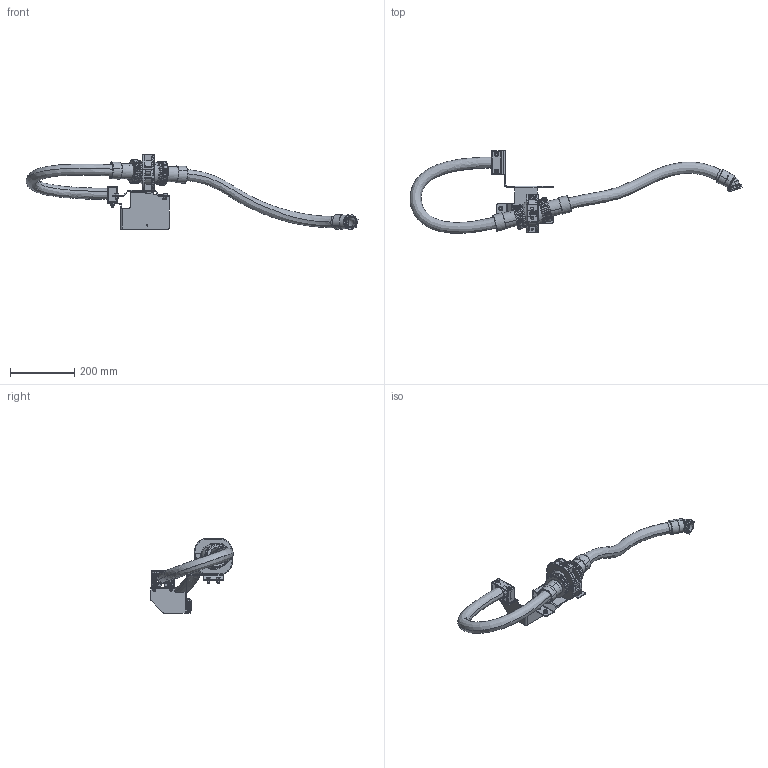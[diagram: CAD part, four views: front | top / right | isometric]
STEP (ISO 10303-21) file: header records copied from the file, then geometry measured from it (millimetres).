
FILE_DESCRIPTION (( 'STEP AP214' ), '1' );
FILE_NAME ('P2333-1.STEP', '2022-08-26T10:24:02', ( '' ), ( '' ), 'SwSTEP 2.0', 'SolidWorks 2021', '' );
FILE_SCHEMA (( 'AUTOMOTIVE_DESIGN' ));
Length unit declared in the file: millimetre
Products named in the file (1): P2333-1
Bounding box: 1029.96 x 257.14 x 232.23 mm (x, y, z)
Volume: 1221401.8 mm3; surface area: 641924.8 mm2
Topology: 39 solids, 39 shells, 2096 faces, 5202 edges, 3189 vertices
Faces by surface type: cylinder 646, plane 583, bspline 419, torus 237, cone 167, sphere 44
Entity records: 136727 total; most frequent: CARTESIAN_POINT 66403, ORIENTED_EDGE 10264, DIRECTION 9324, EDGE_CURVE 5132, AXIS2_PLACEMENT_3D 3753, VERTEX_POINT 3183, EDGE_LOOP 2271, UNCERTAINTY_MEASURE_WITH_UNIT 2137
